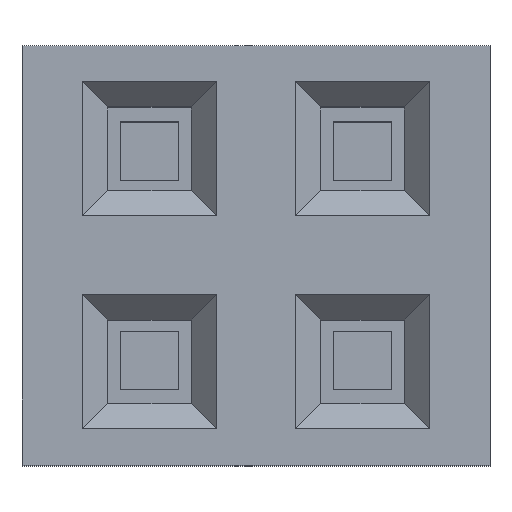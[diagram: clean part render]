
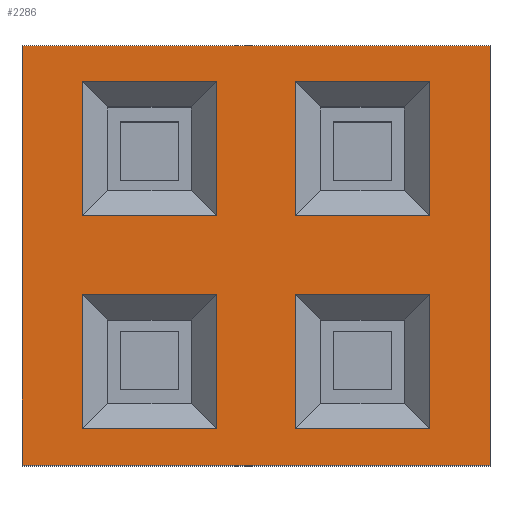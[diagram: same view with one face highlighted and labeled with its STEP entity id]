
A CAD part, top view. The second image highlights one B-rep face of the part: STEP entity #2286.
In plain terms, the highlighted face is planar.
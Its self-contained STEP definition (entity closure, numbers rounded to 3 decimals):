
#75=FACE_BOUND('',#215,.T.);
#76=FACE_BOUND('',#216,.T.);
#77=FACE_BOUND('',#217,.T.);
#78=FACE_BOUND('',#218,.T.);
#88=FACE_OUTER_BOUND('',#214,.T.);
#214=EDGE_LOOP('',(#1527,#1528,#1529,#1530));
#215=EDGE_LOOP('',(#1531,#1532,#1533,#1534));
#216=EDGE_LOOP('',(#1535,#1536,#1537,#1538));
#217=EDGE_LOOP('',(#1539,#1540,#1541,#1542));
#218=EDGE_LOOP('',(#1543,#1544,#1545,#1546));
#355=LINE('',#3151,#675);
#359=LINE('',#3159,#679);
#360=LINE('',#3161,#680);
#361=LINE('',#3162,#681);
#362=LINE('',#3165,#682);
#363=LINE('',#3167,#683);
#364=LINE('',#3169,#684);
#365=LINE('',#3170,#685);
#366=LINE('',#3173,#686);
#367=LINE('',#3175,#687);
#368=LINE('',#3177,#688);
#369=LINE('',#3178,#689);
#370=LINE('',#3181,#690);
#371=LINE('',#3183,#691);
#372=LINE('',#3185,#692);
#373=LINE('',#3186,#693);
#374=LINE('',#3189,#694);
#375=LINE('',#3191,#695);
#376=LINE('',#3193,#696);
#377=LINE('',#3194,#697);
#675=VECTOR('',#2567,10.);
#679=VECTOR('',#2573,25.9);
#680=VECTOR('',#2574,5.);
#681=VECTOR('',#2575,25.9);
#682=VECTOR('',#2576,1.6);
#683=VECTOR('',#2577,1.6);
#684=VECTOR('',#2578,1.6);
#685=VECTOR('',#2579,1.6);
#686=VECTOR('',#2580,1.6);
#687=VECTOR('',#2581,1.6);
#688=VECTOR('',#2582,1.6);
#689=VECTOR('',#2583,1.6);
#690=VECTOR('',#2584,1.6);
#691=VECTOR('',#2585,1.6);
#692=VECTOR('',#2586,1.6);
#693=VECTOR('',#2587,1.6);
#694=VECTOR('',#2588,1.6);
#695=VECTOR('',#2589,1.6);
#696=VECTOR('',#2590,1.6);
#697=VECTOR('',#2591,1.6);
#995=VERTEX_POINT('',#3148);
#996=VERTEX_POINT('',#3150);
#999=VERTEX_POINT('',#3158);
#1000=VERTEX_POINT('',#3160);
#1001=VERTEX_POINT('',#3163);
#1002=VERTEX_POINT('',#3164);
#1003=VERTEX_POINT('',#3166);
#1004=VERTEX_POINT('',#3168);
#1005=VERTEX_POINT('',#3171);
#1006=VERTEX_POINT('',#3172);
#1007=VERTEX_POINT('',#3174);
#1008=VERTEX_POINT('',#3176);
#1009=VERTEX_POINT('',#3179);
#1010=VERTEX_POINT('',#3180);
#1011=VERTEX_POINT('',#3182);
#1012=VERTEX_POINT('',#3184);
#1013=VERTEX_POINT('',#3187);
#1014=VERTEX_POINT('',#3188);
#1015=VERTEX_POINT('',#3190);
#1016=VERTEX_POINT('',#3192);
#1203=EDGE_CURVE('',#996,#995,#355,.T.);
#1207=EDGE_CURVE('',#999,#995,#359,.T.);
#1208=EDGE_CURVE('',#999,#1000,#360,.T.);
#1209=EDGE_CURVE('',#1000,#996,#361,.T.);
#1210=EDGE_CURVE('',#1001,#1002,#362,.T.);
#1211=EDGE_CURVE('',#1002,#1003,#363,.T.);
#1212=EDGE_CURVE('',#1003,#1004,#364,.T.);
#1213=EDGE_CURVE('',#1004,#1001,#365,.T.);
#1214=EDGE_CURVE('',#1005,#1006,#366,.T.);
#1215=EDGE_CURVE('',#1006,#1007,#367,.T.);
#1216=EDGE_CURVE('',#1007,#1008,#368,.T.);
#1217=EDGE_CURVE('',#1008,#1005,#369,.T.);
#1218=EDGE_CURVE('',#1009,#1010,#370,.T.);
#1219=EDGE_CURVE('',#1010,#1011,#371,.T.);
#1220=EDGE_CURVE('',#1011,#1012,#372,.T.);
#1221=EDGE_CURVE('',#1012,#1009,#373,.T.);
#1222=EDGE_CURVE('',#1013,#1014,#374,.T.);
#1223=EDGE_CURVE('',#1014,#1015,#375,.T.);
#1224=EDGE_CURVE('',#1015,#1016,#376,.T.);
#1225=EDGE_CURVE('',#1016,#1013,#377,.T.);
#1527=ORIENTED_EDGE('',*,*,#1203,.T.);
#1528=ORIENTED_EDGE('',*,*,#1207,.F.);
#1529=ORIENTED_EDGE('',*,*,#1208,.T.);
#1530=ORIENTED_EDGE('',*,*,#1209,.T.);
#1531=ORIENTED_EDGE('',*,*,#1210,.T.);
#1532=ORIENTED_EDGE('',*,*,#1211,.T.);
#1533=ORIENTED_EDGE('',*,*,#1212,.T.);
#1534=ORIENTED_EDGE('',*,*,#1213,.T.);
#1535=ORIENTED_EDGE('',*,*,#1214,.T.);
#1536=ORIENTED_EDGE('',*,*,#1215,.T.);
#1537=ORIENTED_EDGE('',*,*,#1216,.T.);
#1538=ORIENTED_EDGE('',*,*,#1217,.T.);
#1539=ORIENTED_EDGE('',*,*,#1218,.T.);
#1540=ORIENTED_EDGE('',*,*,#1219,.T.);
#1541=ORIENTED_EDGE('',*,*,#1220,.T.);
#1542=ORIENTED_EDGE('',*,*,#1221,.T.);
#1543=ORIENTED_EDGE('',*,*,#1222,.T.);
#1544=ORIENTED_EDGE('',*,*,#1223,.T.);
#1545=ORIENTED_EDGE('',*,*,#1224,.T.);
#1546=ORIENTED_EDGE('',*,*,#1225,.T.);
#2160=PLANE('',#2428);
#2286=ADVANCED_FACE('',(#88,#75,#76,#77,#78),#2160,.T.);
#2428=AXIS2_PLACEMENT_3D('',#3157,#2571,#2572);
#2567=DIRECTION('',(0.,0.,-1.));
#2571=DIRECTION('center_axis',(0.,1.,0.));
#2572=DIRECTION('ref_axis',(0.,0.,1.));
#2573=DIRECTION('',(1.,0.,0.));
#2574=DIRECTION('',(0.,0.,1.));
#2575=DIRECTION('',(1.,0.,0.));
#2576=DIRECTION('',(0.,0.,1.));
#2577=DIRECTION('',(-1.,0.,0.));
#2578=DIRECTION('',(0.,0.,-1.));
#2579=DIRECTION('',(1.,0.,0.));
#2580=DIRECTION('',(0.,0.,1.));
#2581=DIRECTION('',(-1.,0.,0.));
#2582=DIRECTION('',(0.,0.,-1.));
#2583=DIRECTION('',(1.,0.,0.));
#2584=DIRECTION('',(0.,0.,1.));
#2585=DIRECTION('',(-1.,0.,0.));
#2586=DIRECTION('',(0.,0.,-1.));
#2587=DIRECTION('',(1.,0.,0.));
#2588=DIRECTION('',(0.,0.,1.));
#2589=DIRECTION('',(-1.,0.,0.));
#2590=DIRECTION('',(0.,0.,-1.));
#2591=DIRECTION('',(1.,0.,0.));
#3148=CARTESIAN_POINT('',(-32.77,8.5,-2.5));
#3150=CARTESIAN_POINT('',(-32.77,8.5,2.5));
#3151=CARTESIAN_POINT('',(-32.77,8.5,-1.325));
#3157=CARTESIAN_POINT('Origin',(-12.95,8.5,-2.5));
#3158=CARTESIAN_POINT('',(-38.35,8.5,-2.5));
#3159=CARTESIAN_POINT('',(-38.35,8.5,-2.5));
#3160=CARTESIAN_POINT('',(-38.35,8.5,2.5));
#3161=CARTESIAN_POINT('',(-38.35,8.5,-2.5));
#3162=CARTESIAN_POINT('',(-38.35,8.5,2.5));
#3163=CARTESIAN_POINT('',(-36.03,8.5,0.47));
#3164=CARTESIAN_POINT('',(-36.03,8.5,2.07));
#3165=CARTESIAN_POINT('',(-36.03,8.5,0.47));
#3166=CARTESIAN_POINT('',(-37.63,8.5,2.07));
#3167=CARTESIAN_POINT('',(-36.03,8.5,2.07));
#3168=CARTESIAN_POINT('',(-37.63,8.5,0.47));
#3169=CARTESIAN_POINT('',(-37.63,8.5,2.07));
#3170=CARTESIAN_POINT('',(-37.63,8.5,0.47));
#3171=CARTESIAN_POINT('',(-36.03,8.5,-2.07));
#3172=CARTESIAN_POINT('',(-36.03,8.5,-0.47));
#3173=CARTESIAN_POINT('',(-36.03,8.5,-2.07));
#3174=CARTESIAN_POINT('',(-37.63,8.5,-0.47));
#3175=CARTESIAN_POINT('',(-36.03,8.5,-0.47));
#3176=CARTESIAN_POINT('',(-37.63,8.5,-2.07));
#3177=CARTESIAN_POINT('',(-37.63,8.5,-0.47));
#3178=CARTESIAN_POINT('',(-37.63,8.5,-2.07));
#3179=CARTESIAN_POINT('',(-33.49,8.5,0.47));
#3180=CARTESIAN_POINT('',(-33.49,8.5,2.07));
#3181=CARTESIAN_POINT('',(-33.49,8.5,0.47));
#3182=CARTESIAN_POINT('',(-35.09,8.5,2.07));
#3183=CARTESIAN_POINT('',(-33.49,8.5,2.07));
#3184=CARTESIAN_POINT('',(-35.09,8.5,0.47));
#3185=CARTESIAN_POINT('',(-35.09,8.5,2.07));
#3186=CARTESIAN_POINT('',(-35.09,8.5,0.47));
#3187=CARTESIAN_POINT('',(-33.49,8.5,-2.07));
#3188=CARTESIAN_POINT('',(-33.49,8.5,-0.47));
#3189=CARTESIAN_POINT('',(-33.49,8.5,-2.07));
#3190=CARTESIAN_POINT('',(-35.09,8.5,-0.47));
#3191=CARTESIAN_POINT('',(-33.49,8.5,-0.47));
#3192=CARTESIAN_POINT('',(-35.09,8.5,-2.07));
#3193=CARTESIAN_POINT('',(-35.09,8.5,-0.47));
#3194=CARTESIAN_POINT('',(-35.09,8.5,-2.07));
